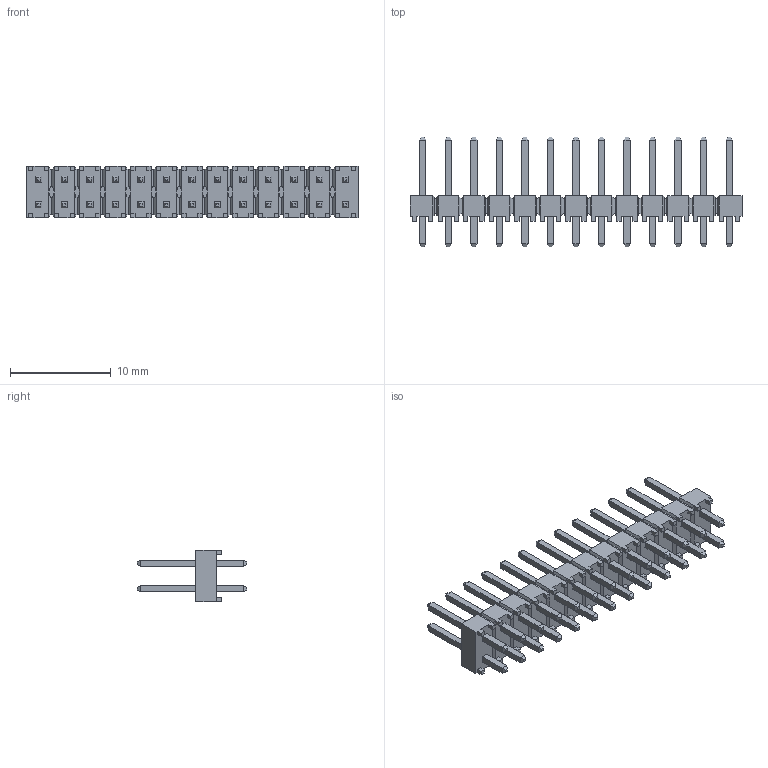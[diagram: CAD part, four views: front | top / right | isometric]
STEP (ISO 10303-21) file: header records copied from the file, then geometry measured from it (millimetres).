
FILE_DESCRIPTION( ( 'STEP AP214' ), '1' );
FILE_NAME( 'TSW-113-07-F-D.stp', '2021-09-30T19:30:01', ( 'License CC BY-ND 4.0' ), ( 'CADENAS' ), ' ', 'PARTsolutions', ' ' );
FILE_SCHEMA( ( 'AUTOMOTIVE_DESIGN { 1 0 10303 214 1 1 1 1 }' ) );
Length unit declared in the file: inch
Products named in the file (3): TSW-113-07-F-D; _TSW-113-07-F-D_body; _T-1S6-07-TSW-1-07-13-D
Assembly tree (2 placements, depth 2):
  TSW-113-07-F-D
    _TSW-113-07-F-D_body
    _T-1S6-07-TSW-1-07-13-D
Bounding box: 33.02 x 10.92 x 5.08 mm (x, y, z)
Volume: 428.7 mm3; surface area: 1637.2 mm2
Topology: 2 solids, 2 shells, 1080 faces, 2696 edges, 1648 vertices
Faces by surface type: plane 1080
Entity records: 39722 total; most frequent: CARTESIAN_POINT 5427, ORIENTED_EDGE 5392, DIRECTION 4862, EDGE_CURVE 2696, LINE 2696, VECTOR 2696, VERTEX_POINT 1648, EDGE_LOOP 1184
